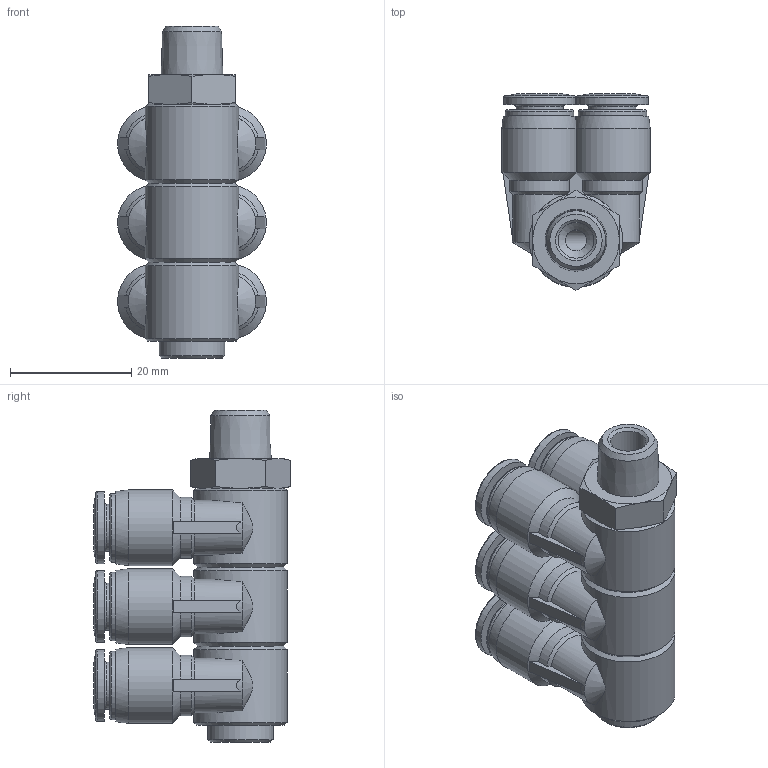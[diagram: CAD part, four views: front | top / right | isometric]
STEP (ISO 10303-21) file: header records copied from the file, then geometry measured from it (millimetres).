
FILE_DESCRIPTION(/* description */ ('STEP AP214'),/* implementation_level */ '2;1');
FILE_NAME(/* name */ '190803_QSLV6-1_8-1_4-U',/* time_stamp */ '2024-09-14T11:29:23+02:00',/* author */ ('License CC BY-ND 4.0'),/* organization */ ('CADENAS'),/* preprocessor_version */ 'ST-DEVELOPER v19.3',/* originating_system */ 'PARTsolutions',/* authorisation */ ' ');
FILE_SCHEMA (('AUTOMOTIVE_DESIGN {1 0 10303 214 3 1 1}'));
Length unit declared in the file: millimetre
Products named in the file (1): 190803 QSLV6-1/8-1/4-U
Bounding box: 24.45 x 32.45 x 54.7 mm (x, y, z)
Volume: 16529 mm3; surface area: 11223.3 mm2
Topology: 1 solids, 1 shells, 229 faces, 558 edges, 341 vertices
Faces by surface type: plane 73, cylinder 67, cone 59, torus 24, sphere 6
Full cylindrical faces by diameter (mm): 3.5 x14, 5.878 x1, 6.35 x6, 7.75 x6, 10.78 x1, 11.3 x6, 11.8 x6, 15.4 x3
Entity records: 7865 total; most frequent: CARTESIAN_POINT 1439, DIRECTION 1004, ORIENTED_EDGE 886, AXIS2_PLACEMENT_3D 451, EDGE_CURVE 443, EDGE_LOOP 344, FACE_BOUND 344, VERTEX_POINT 319
